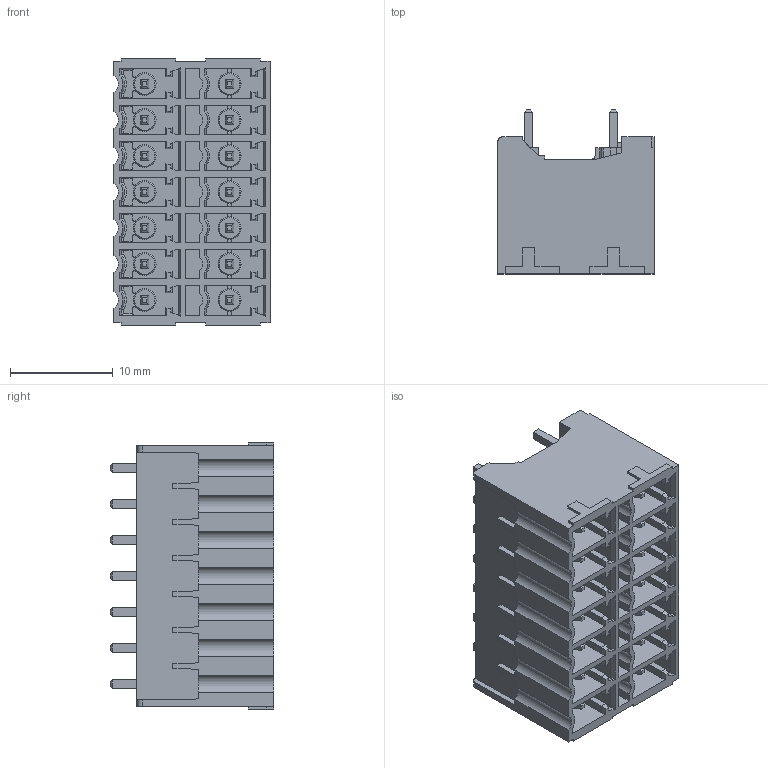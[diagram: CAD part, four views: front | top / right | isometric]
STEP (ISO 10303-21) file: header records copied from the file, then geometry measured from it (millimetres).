
FILE_DESCRIPTION((''),'2;1');
FILE_NAME('TL015G6XXX-V0_0','2019-05-31T',('yanfa'),(''),'PRO/ENGINEER BY PARAMETRIC TECHNOLOGY CORPORATION, 2013240','PRO/ENGINEER BY PARAMETRIC TECHNOLOGY CORPORATION, 2013240','');
FILE_SCHEMA(('CONFIG_CONTROL_DESIGN'));
Length unit declared in the file: millimetre
Products named in the file (1): TL015G6XXX-V0_0
Bounding box: 15.2 x 15.9 x 25.9 mm (x, y, z)
Volume: 3023.2 mm3; surface area: 4881.2 mm2
Topology: 1 solids, 1 shells, 1435 faces, 3870 edges, 2486 vertices
Faces by surface type: plane 1153, cylinder 156, cone 105, bspline 14, torus 7
Entity records: 45070 total; most frequent: CARTESIAN_POINT 9480, ORIENTED_EDGE 7740, DIRECTION 6752, EDGE_CURVE 3870, VECTOR 3252, LINE 3252, VERTEX_POINT 2486, AXIS2_PLACEMENT_3D 1750
